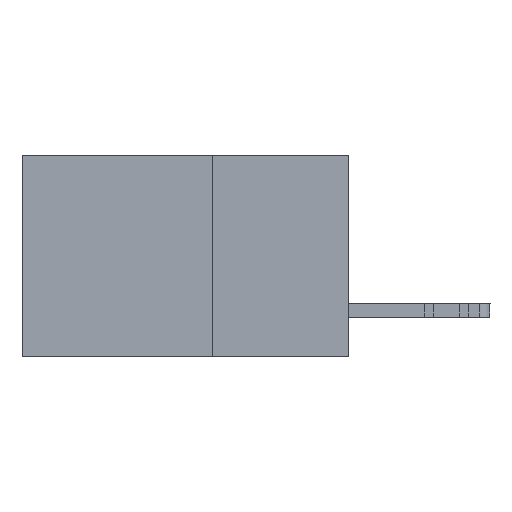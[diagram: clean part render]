
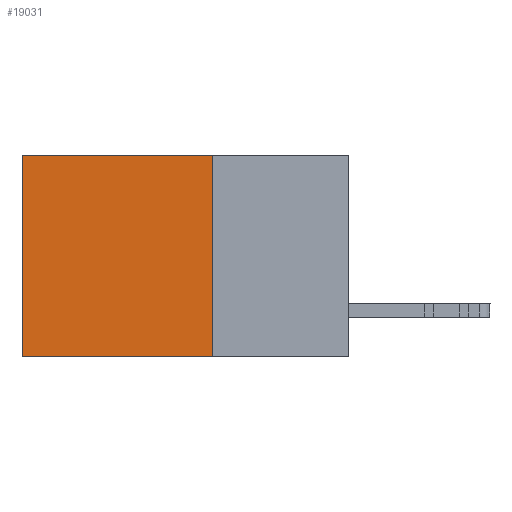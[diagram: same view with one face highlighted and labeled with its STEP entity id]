
A CAD part, left-side view. The second image highlights one B-rep face of the part: STEP entity #19031.
In plain terms, the highlighted planar face has unit normal (-1, 0, 0).
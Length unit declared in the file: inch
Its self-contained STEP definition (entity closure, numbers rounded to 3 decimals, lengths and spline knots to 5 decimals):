
#347 = CARTESIAN_POINT ( 'NONE',  ( 0.2615, 0.25, -0.37 ) ) ;
#955 = VECTOR ( 'NONE', #13462, 39.37008 ) ;
#2605 = DIRECTION ( 'NONE',  ( 1., 0., 0. ) ) ;
#4148 = CARTESIAN_POINT ( 'NONE',  ( 0.2615, 0.25, -0.37 ) ) ;
#4363 = CARTESIAN_POINT ( 'NONE',  ( 0.2615, 0.25, 0. ) ) ;
#4640 = LINE ( 'NONE', #4148, #18500 ) ;
#4809 = DIRECTION ( 'NONE',  ( 0., 1., 0. ) ) ;
#5376 = ORIENTED_EDGE ( 'NONE', *, *, #20582, .F. ) ;
#5699 = VERTEX_POINT ( 'NONE', #19963 ) ;
#6259 = CARTESIAN_POINT ( 'NONE',  ( 0.2615, 0.25, -0.37 ) ) ;
#7259 = VERTEX_POINT ( 'NONE', #8086 ) ;
#8086 = CARTESIAN_POINT ( 'NONE',  ( 0.2615, 0.6, -0.37 ) ) ;
#8573 = EDGE_CURVE ( 'NONE', #13450, #7259, #9839, .T. ) ;
#9450 = VERTEX_POINT ( 'NONE', #347 ) ;
#9507 = ORIENTED_EDGE ( 'NONE', *, *, #11088, .F. ) ;
#9839 = LINE ( 'NONE', #11937, #18895 ) ;
#11088 = EDGE_CURVE ( 'NONE', #9450, #7259, #15441, .T. ) ;
#11194 = CARTESIAN_POINT ( 'NONE',  ( 0.2615, 0.6, 0. ) ) ;
#11372 = FACE_OUTER_BOUND ( 'NONE', #13469, .T. ) ;
#11886 = DIRECTION ( 'NONE',  ( 0., 0., -1. ) ) ;
#11937 = CARTESIAN_POINT ( 'NONE',  ( 0.2615, 0.6, -0.37 ) ) ;
#12989 = ORIENTED_EDGE ( 'NONE', *, *, #13274, .T. ) ;
#13102 = LINE ( 'NONE', #4363, #17358 ) ;
#13274 = EDGE_CURVE ( 'NONE', #5699, #13450, #13102, .T. ) ;
#13450 = VERTEX_POINT ( 'NONE', #11194 ) ;
#13462 = DIRECTION ( 'NONE',  ( 0., 1., 0. ) ) ;
#13469 = EDGE_LOOP ( 'NONE', ( #19108, #9507, #5376, #12989 ) ) ;
#13496 = PLANE ( 'NONE',  #17972 ) ;
#13751 = CARTESIAN_POINT ( 'NONE',  ( 0.2615, 0.25, -0.37 ) ) ;
#15332 = DIRECTION ( 'NONE',  ( 0., 0., -1. ) ) ;
#15441 = LINE ( 'NONE', #13751, #955 ) ;
#17358 = VECTOR ( 'NONE', #4809, 39.37008 ) ;
#17972 = AXIS2_PLACEMENT_3D ( 'NONE', #6259, #2605, #15332 ) ;
#18500 = VECTOR ( 'NONE', #20410, 39.37008 ) ;
#18895 = VECTOR ( 'NONE', #11886, 39.37008 ) ;
#19031 = ADVANCED_FACE ( 'NONE', ( #11372 ), #13496, .F. ) ;
#19108 = ORIENTED_EDGE ( 'NONE', *, *, #8573, .T. ) ;
#19963 = CARTESIAN_POINT ( 'NONE',  ( 0.2615, 0.25, 0. ) ) ;
#20410 = DIRECTION ( 'NONE',  ( 0., 0., -1. ) ) ;
#20582 = EDGE_CURVE ( 'NONE', #5699, #9450, #4640, .T. ) ;
